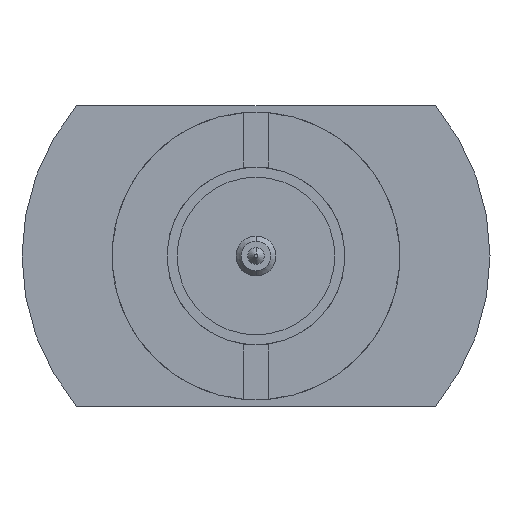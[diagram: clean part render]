
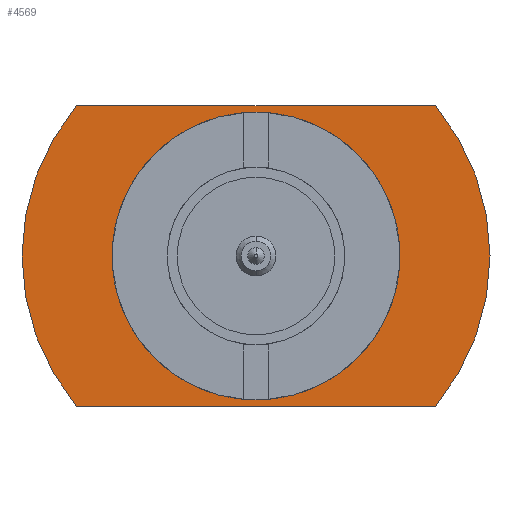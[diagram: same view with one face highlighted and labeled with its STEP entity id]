
A CAD part, left-side view. The second image highlights one B-rep face of the part: STEP entity #4569.
In plain terms, the highlighted planar face has unit normal (-1, 0, 0).
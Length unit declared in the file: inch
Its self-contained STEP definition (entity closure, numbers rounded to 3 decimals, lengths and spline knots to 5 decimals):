
#8 = CARTESIAN_POINT ( 'NONE',  ( 0.156, 0., 0. ) ) ;
#20 = FACE_BOUND ( 'NONE', #3907, .T. ) ;
#30 = AXIS2_PLACEMENT_3D ( 'NONE', #1266, #1501, #4594 ) ;
#144 = DIRECTION ( 'NONE',  ( 1., 0., 0. ) ) ;
#200 = CIRCLE ( 'NONE', #30, 0.18701 ) ;
#368 = DIRECTION ( 'NONE',  ( 0., 0., -1. ) ) ;
#846 = PLANE ( 'NONE',  #4643 ) ;
#910 = VERTEX_POINT ( 'NONE', #2456 ) ;
#915 = FACE_OUTER_BOUND ( 'NONE', #2837, .T. ) ;
#947 = EDGE_CURVE ( 'NONE', #2337, #1983, #2105, .T. ) ;
#1019 = CARTESIAN_POINT ( 'NONE',  ( 0.156, 0., 0. ) ) ;
#1098 = VECTOR ( 'NONE', #3294, 39.37008 ) ;
#1236 = DIRECTION ( 'NONE',  ( 0., 0., 1. ) ) ;
#1266 = CARTESIAN_POINT ( 'NONE',  ( 0.156, 0., 0. ) ) ;
#1317 = ORIENTED_EDGE ( 'NONE', *, *, #3394, .F. ) ;
#1448 = DIRECTION ( 'NONE',  ( 1., 0., 0. ) ) ;
#1498 = LINE ( 'NONE', #2349, #4779 ) ;
#1501 = DIRECTION ( 'NONE',  ( 1., 0., 0. ) ) ;
#1762 = ORIENTED_EDGE ( 'NONE', *, *, #4115, .T. ) ;
#1778 = ORIENTED_EDGE ( 'NONE', *, *, #947, .T. ) ;
#1983 = VERTEX_POINT ( 'NONE', #4855 ) ;
#1999 = CIRCLE ( 'NONE', #2899, 0.18701 ) ;
#2105 = LINE ( 'NONE', #4832, #1098 ) ;
#2196 = CARTESIAN_POINT ( 'NONE',  ( 0.156, 0., -0.08594 ) ) ;
#2337 = VERTEX_POINT ( 'NONE', #3535 ) ;
#2349 = CARTESIAN_POINT ( 'NONE',  ( 0.156, -0.21331, 0.12008 ) ) ;
#2387 = ORIENTED_EDGE ( 'NONE', *, *, #2887, .F. ) ;
#2456 = CARTESIAN_POINT ( 'NONE',  ( 0.156, 0., 0.08594 ) ) ;
#2470 = EDGE_CURVE ( 'NONE', #3867, #4686, #1498, .T. ) ;
#2837 = EDGE_LOOP ( 'NONE', ( #1317, #2939, #2387, #1778 ) ) ;
#2843 = AXIS2_PLACEMENT_3D ( 'NONE', #4077, #144, #4879 ) ;
#2887 = EDGE_CURVE ( 'NONE', #2337, #4686, #200, .T. ) ;
#2899 = AXIS2_PLACEMENT_3D ( 'NONE', #8, #3098, #368 ) ;
#2939 = ORIENTED_EDGE ( 'NONE', *, *, #2470, .T. ) ;
#3032 = DIRECTION ( 'NONE',  ( 0., 0., -1. ) ) ;
#3087 = AXIS2_PLACEMENT_3D ( 'NONE', #1019, #1448, #3032 ) ;
#3098 = DIRECTION ( 'NONE',  ( 1., 0., 0. ) ) ;
#3119 = CARTESIAN_POINT ( 'NONE',  ( 0.156, 0.14336, 0.12008 ) ) ;
#3174 = DIRECTION ( 'NONE',  ( -1., 0., 0. ) ) ;
#3294 = DIRECTION ( 'NONE',  ( 0., -1., 0. ) ) ;
#3394 = EDGE_CURVE ( 'NONE', #3867, #1983, #1999, .T. ) ;
#3507 = DIRECTION ( 'NONE',  ( 0., 1., 0. ) ) ;
#3535 = CARTESIAN_POINT ( 'NONE',  ( 0.156, 0.14336, -0.12008 ) ) ;
#3642 = CIRCLE ( 'NONE', #3087, 0.08594 ) ;
#3867 = VERTEX_POINT ( 'NONE', #4889 ) ;
#3907 = EDGE_LOOP ( 'NONE', ( #4376, #1762 ) ) ;
#4077 = CARTESIAN_POINT ( 'NONE',  ( 0.156, 0., 0. ) ) ;
#4115 = EDGE_CURVE ( 'NONE', #910, #4224, #3642, .T. ) ;
#4224 = VERTEX_POINT ( 'NONE', #2196 ) ;
#4376 = ORIENTED_EDGE ( 'NONE', *, *, #5012, .T. ) ;
#4569 = ADVANCED_FACE ( 'NONE', ( #20, #915 ), #846, .T. ) ;
#4594 = DIRECTION ( 'NONE',  ( 0., 0., -1. ) ) ;
#4643 = AXIS2_PLACEMENT_3D ( 'NONE', #4711, #3174, #1236 ) ;
#4686 = VERTEX_POINT ( 'NONE', #3119 ) ;
#4711 = CARTESIAN_POINT ( 'NONE',  ( 0.156, 0.08594, 0. ) ) ;
#4779 = VECTOR ( 'NONE', #3507, 39.37008 ) ;
#4832 = CARTESIAN_POINT ( 'NONE',  ( 0.156, -0.21331, -0.12008 ) ) ;
#4855 = CARTESIAN_POINT ( 'NONE',  ( 0.156, -0.14336, -0.12008 ) ) ;
#4879 = DIRECTION ( 'NONE',  ( 0., 0., -1. ) ) ;
#4889 = CARTESIAN_POINT ( 'NONE',  ( 0.156, -0.14336, 0.12008 ) ) ;
#5012 = EDGE_CURVE ( 'NONE', #4224, #910, #5048, .T. ) ;
#5048 = CIRCLE ( 'NONE', #2843, 0.08594 ) ;
